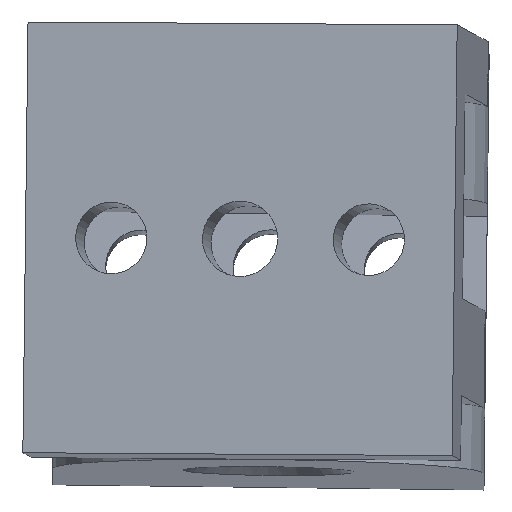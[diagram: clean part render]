
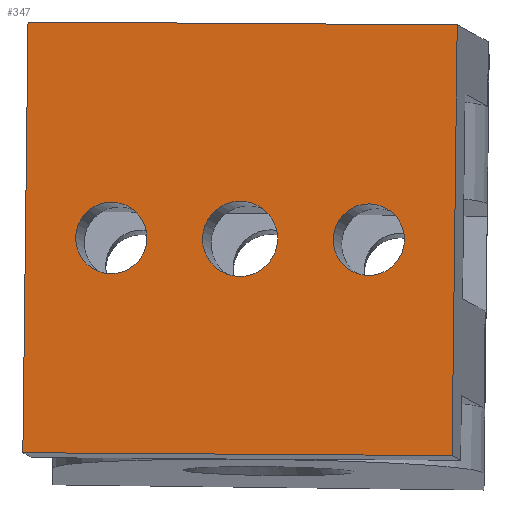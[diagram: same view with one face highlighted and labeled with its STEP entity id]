
A CAD part, left-side view. The second image highlights one B-rep face of the part: STEP entity #347.
In plain terms, the highlighted face is planar.
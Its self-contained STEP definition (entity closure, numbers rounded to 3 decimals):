
#37=FACE_BOUND('',#99,.T.);
#38=FACE_BOUND('',#100,.T.);
#39=FACE_BOUND('',#101,.T.);
#49=PLANE('',#382);
#67=FACE_OUTER_BOUND('',#98,.T.);
#98=EDGE_LOOP('',(#316,#317,#318,#319));
#99=EDGE_LOOP('',(#320));
#100=EDGE_LOOP('',(#321));
#101=EDGE_LOOP('',(#322));
#112=LINE('',#520,#138);
#117=LINE('',#529,#143);
#125=LINE('',#572,#151);
#127=LINE('',#575,#153);
#138=VECTOR('',#416,40.);
#143=VECTOR('',#423,40.);
#151=VECTOR('',#473,40.);
#153=VECTOR('',#477,40.);
#164=CIRCLE('',#369,3.5);
#166=CIRCLE('',#372,3.324);
#168=CIRCLE('',#375,3.324);
#181=VERTEX_POINT('',#517);
#182=VERTEX_POINT('',#519);
#185=VERTEX_POINT('',#527);
#191=VERTEX_POINT('',#544);
#193=VERTEX_POINT('',#549);
#195=VERTEX_POINT('',#554);
#199=VERTEX_POINT('',#571);
#215=EDGE_CURVE('',#181,#182,#112,.T.);
#220=EDGE_CURVE('',#185,#181,#117,.T.);
#226=EDGE_CURVE('',#191,#191,#164,.T.);
#228=EDGE_CURVE('',#193,#193,#166,.T.);
#230=EDGE_CURVE('',#195,#195,#168,.T.);
#238=EDGE_CURVE('',#182,#199,#125,.T.);
#240=EDGE_CURVE('',#199,#185,#127,.T.);
#316=ORIENTED_EDGE('',*,*,#240,.F.);
#317=ORIENTED_EDGE('',*,*,#238,.F.);
#318=ORIENTED_EDGE('',*,*,#215,.F.);
#319=ORIENTED_EDGE('',*,*,#220,.F.);
#320=ORIENTED_EDGE('',*,*,#226,.T.);
#321=ORIENTED_EDGE('',*,*,#228,.T.);
#322=ORIENTED_EDGE('',*,*,#230,.T.);
#347=ADVANCED_FACE('',(#67,#37,#38,#39),#49,.T.);
#369=AXIS2_PLACEMENT_3D('',#545,#442,#443);
#372=AXIS2_PLACEMENT_3D('',#550,#448,#449);
#375=AXIS2_PLACEMENT_3D('',#555,#454,#455);
#382=AXIS2_PLACEMENT_3D('',#576,#478,#479);
#416=DIRECTION('',(0.,0.,1.));
#423=DIRECTION('',(0.,-1.,0.));
#442=DIRECTION('center_axis',(-1.,0.,0.));
#443=DIRECTION('ref_axis',(0.,0.,-1.));
#448=DIRECTION('center_axis',(-1.,0.,0.));
#449=DIRECTION('ref_axis',(0.,0.,-1.));
#454=DIRECTION('center_axis',(-1.,0.,0.));
#455=DIRECTION('ref_axis',(0.,0.,-1.));
#473=DIRECTION('',(0.,1.,0.));
#477=DIRECTION('',(0.,0.,-1.));
#478=DIRECTION('center_axis',(1.,0.,0.));
#479=DIRECTION('ref_axis',(0.,1.,0.));
#517=CARTESIAN_POINT('',(30.,-20.,-20.));
#519=CARTESIAN_POINT('',(30.,-20.,20.));
#520=CARTESIAN_POINT('',(30.,-20.,0.));
#527=CARTESIAN_POINT('',(30.,20.,-20.));
#529=CARTESIAN_POINT('',(30.,20.,-20.));
#544=CARTESIAN_POINT('',(30.,0.,-3.5));
#545=CARTESIAN_POINT('Origin',(30.,0.,0.));
#549=CARTESIAN_POINT('',(30.,12.,-3.324));
#550=CARTESIAN_POINT('Origin',(30.,12.,0.));
#554=CARTESIAN_POINT('',(30.,-12.,-3.324));
#555=CARTESIAN_POINT('Origin',(30.,-12.,0.));
#571=CARTESIAN_POINT('',(30.,20.,20.));
#572=CARTESIAN_POINT('',(30.,20.,20.));
#575=CARTESIAN_POINT('',(30.,20.,0.));
#576=CARTESIAN_POINT('Origin',(30.,-20.,0.));
